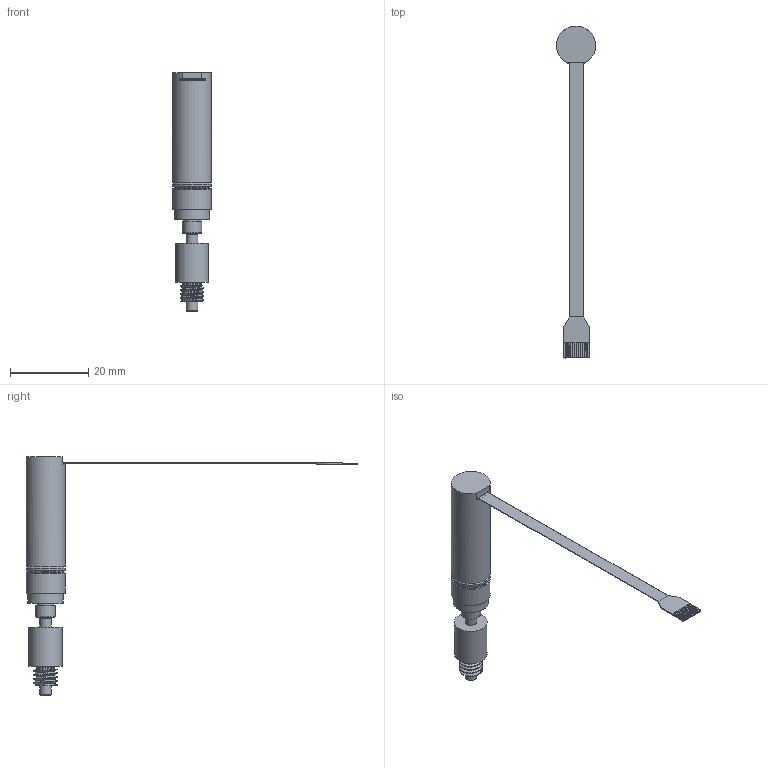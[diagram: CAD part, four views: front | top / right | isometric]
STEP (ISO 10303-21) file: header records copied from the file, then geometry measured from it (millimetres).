
FILE_DESCRIPTION(/* description */ (''),/* implementation_level */ '2;1');
FILE_NAME(/* name */ 'model_product_id242.stp',/* time_stamp */ '2018-11-09T16:10:41+01:00',/* author */ ('SD'),/* organization */ ('Micromotion GmbH Germany'),/* preprocessor_version */ 'ST-DEVELOPER v17.2',/* originating_system */ 'Autodesk Inventor 2019',/* authorisation */ '');
FILE_SCHEMA (('AUTOMOTIVE_DESIGN { 1 0 10303 214 3 1 1 }'));
Length unit declared in the file: millimetre
Products named in the file (1): model_product_id242
Bounding box: 10 x 85 x 61.15 mm (x, y, z)
Volume: 3735.1 mm3; surface area: 2618.7 mm2
Topology: 1 solids, 1 shells, 120 faces, 324 edges, 219 vertices
Faces by surface type: plane 79, cylinder 21, cone 8, torus 6, bspline 6
Full cylindrical faces by diameter (mm): 2.7 x1, 3 x2, 4.5 x1, 4.7 x1, 5 x2, 6 x4, 8.5 x1, 9 x1, 9.1 x1, 10 x3
Entity records: 6390 total; most frequent: CARTESIAN_POINT 3124, ORIENTED_EDGE 648, DIRECTION 608, EDGE_CURVE 324, VERTEX_POINT 219, LINE 210, VECTOR 210, AXIS2_PLACEMENT_3D 199
